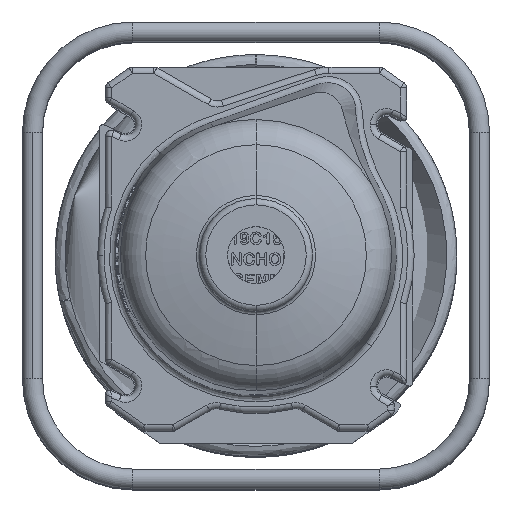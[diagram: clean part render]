
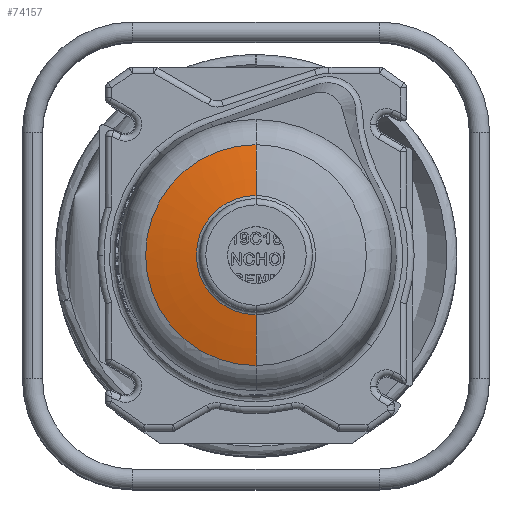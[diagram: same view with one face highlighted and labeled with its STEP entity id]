
A CAD part, top view. The second image highlights one B-rep face of the part: STEP entity #74157.
In plain terms, the highlighted toroidal (fillet/blend) face has major radius 40.938 mm and minor radius 507 mm.
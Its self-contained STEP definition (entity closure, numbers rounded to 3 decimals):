
#865 = CIRCLE ( 'NONE', #36591, 507. ) ;
#5175 = DIRECTION ( 'NONE',  ( 0., -1., 0. ) ) ;
#5230 = DIRECTION ( 'NONE',  ( 0., 1., 0. ) ) ;
#5964 = CIRCLE ( 'NONE', #46112, 47.477 ) ;
#6539 = AXIS2_PLACEMENT_3D ( 'NONE', #23369, #72564, #30466 ) ;
#12142 = CARTESIAN_POINT ( 'NONE',  ( 0., -47.477, 115.141 ) ) ;
#15583 = VERTEX_POINT ( 'NONE', #73270 ) ;
#16674 = ORIENTED_EDGE ( 'NONE', *, *, #62589, .F. ) ;
#21100 = VERTEX_POINT ( 'NONE', #55709 ) ;
#23369 = CARTESIAN_POINT ( 'NONE',  ( 0., 40.938, -384.091 ) ) ;
#27884 = EDGE_LOOP ( 'NONE', ( #16674, #80744, #39839, #61240 ) ) ;
#28753 = EDGE_CURVE ( 'NONE', #15583, #21100, #32172, .T. ) ;
#30466 = DIRECTION ( 'NONE',  ( 0., 1., 0. ) ) ;
#32172 = CIRCLE ( 'NONE', #83918, 87.946 ) ;
#33429 = CIRCLE ( 'NONE', #6539, 507. ) ;
#36591 = AXIS2_PLACEMENT_3D ( 'NONE', #89290, #47274, #5175 ) ;
#36633 = CARTESIAN_POINT ( 'NONE',  ( 0., 0., 106.254 ) ) ;
#39839 = ORIENTED_EDGE ( 'NONE', *, *, #45836, .T. ) ;
#41114 = DIRECTION ( 'NONE',  ( 0., 0., -1. ) ) ;
#41838 = TOROIDAL_SURFACE ( 'NONE', #76763, -40.938, 507. ) ;
#43677 = DIRECTION ( 'NONE',  ( 0., 1., 0. ) ) ;
#44868 = CARTESIAN_POINT ( 'NONE',  ( 0., 47.477, 115.141 ) ) ;
#45836 = EDGE_CURVE ( 'NONE', #78640, #21100, #865, .T. ) ;
#46112 = AXIS2_PLACEMENT_3D ( 'NONE', #83127, #41114, #90185 ) ;
#47274 = DIRECTION ( 'NONE',  ( -1., 0., 0. ) ) ;
#47328 = CARTESIAN_POINT ( 'NONE',  ( 0., 0., -384.091 ) ) ;
#53771 = EDGE_CURVE ( 'NONE', #58816, #78640, #5964, .T. ) ;
#55709 = CARTESIAN_POINT ( 'NONE',  ( 0., 87.946, 106.254 ) ) ;
#58816 = VERTEX_POINT ( 'NONE', #12142 ) ;
#61240 = ORIENTED_EDGE ( 'NONE', *, *, #28753, .F. ) ;
#62589 = EDGE_CURVE ( 'NONE', #58816, #15583, #33429, .T. ) ;
#72564 = DIRECTION ( 'NONE',  ( 1., 0., 0. ) ) ;
#73270 = CARTESIAN_POINT ( 'NONE',  ( 0., -87.946, 106.254 ) ) ;
#74157 = ADVANCED_FACE ( 'NONE', ( #79178 ), #41838, .T. ) ;
#74968 = DIRECTION ( 'NONE',  ( 0., 0., -1. ) ) ;
#76763 = AXIS2_PLACEMENT_3D ( 'NONE', #47328, #74968, #5230 ) ;
#78640 = VERTEX_POINT ( 'NONE', #44868 ) ;
#79178 = FACE_OUTER_BOUND ( 'NONE', #27884, .T. ) ;
#80744 = ORIENTED_EDGE ( 'NONE', *, *, #53771, .T. ) ;
#83127 = CARTESIAN_POINT ( 'NONE',  ( 0., 0., 115.141 ) ) ;
#83918 = AXIS2_PLACEMENT_3D ( 'NONE', #36633, #85701, #43677 ) ;
#85701 = DIRECTION ( 'NONE',  ( 0., 0., -1. ) ) ;
#89290 = CARTESIAN_POINT ( 'NONE',  ( 0., -40.938, -384.091 ) ) ;
#90185 = DIRECTION ( 'NONE',  ( 0., 1., 0. ) ) ;
